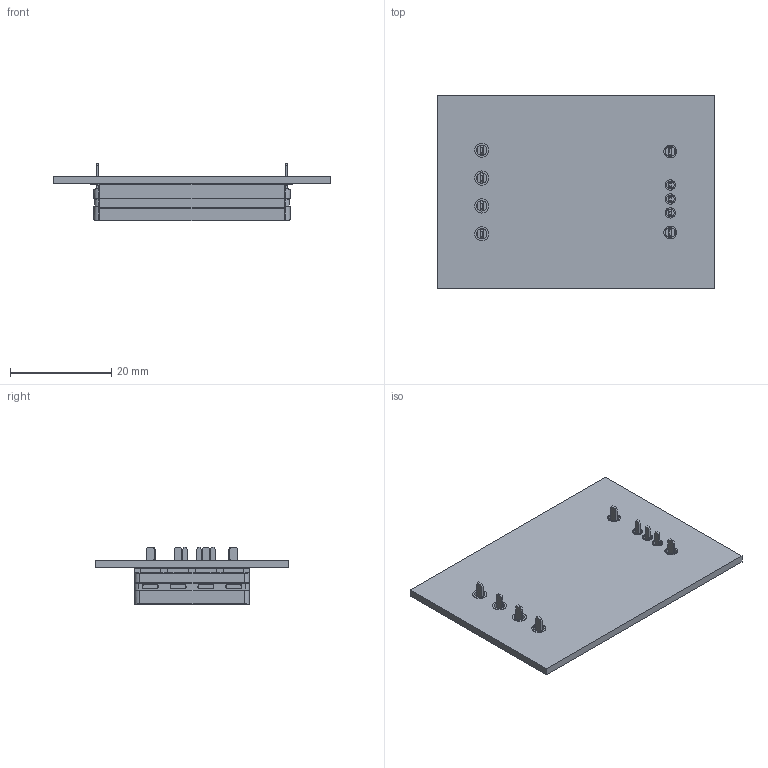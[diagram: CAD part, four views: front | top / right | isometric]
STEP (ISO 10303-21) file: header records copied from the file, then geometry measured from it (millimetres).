
FILE_DESCRIPTION (( 'STEP AP214' ), '1' );
FILE_NAME ('40260.STEP', '2018-02-05T21:34:07', ( 'Vicor' ), ( 'Vicor' ), 'SwSTEP 2.0', 'SolidWorks 2015', '' );
FILE_SCHEMA (( 'AUTOMOTIVE_DESIGN' ));
Length unit declared in the file: millimetre
Products named in the file (32): 40343_40333-01; Copy of Copy of LAYER_12^Copy of legacy stackup_3623 MOLD BODY; 40324; Copy of Copy of LAYER_01^Copy of legacy stackup_3623 MOLD BODY; 40322; Copy of Copy of LAYER_02^Copy of legacy stackup_3623 MOLD BODY; Copy of MOLDBODY2_VENTED_TERMINAL_BLOCK_INPUT_23FAMILY_SMD.1^40324; Copy of Copy of LAYER_11^Copy of legacy stackup_3623 MOLD BODY; Copy of MOLDBODY2_VENTED_TERMINAL_BLOCK_OUTPUT_23FAMILY_SMD.1^40324; Copy of Copy of LAYER_10^Copy of legacy stackup_3623 MOLD BODY; 40260 LAND PATTERN; Copy of Copy of LAYER_09^Copy of legacy stackup_3623 MOLD BODY; Copy of Copy of LAYER_08^Copy of legacy stackup_3623 MOLD BODY; 40260; Copy of Copy of LAYER_07^Copy of legacy stackup_3623 MOLD BODY; Copy of Copy of LAYER_06^Copy of legacy stackup_3623 MOLD BODY; Copy of Copy of LAYER_05^Copy of legacy stackup_3623 MOLD BODY; Copy of Copy of LAYER_04^Copy of legacy stackup_3623 MOLD BODY; Copy of Copy of LAMINATE_CAVITY^Copy of legacy stackup_3623 MOLD BODY; Copy of MOLDBODY_LOWER^3623 MOLD BODY_post lapped; Copy of MOLDBODY_UPPER^3623 MOLD BODY_post lapped; 40275; 40343_40333-02; 3623 MOLD BODY_legacy stackup; Copy of legacy stackup^3623 MOLD BODY; Copy of Copy of LAYER_03^Copy of legacy stackup_3623 MOLD BODY; Copy of Copy of LAYER_14^Copy of legacy stackup_3623 MOLD BODY; Copy of Copy of LAYER_13^Copy of legacy stackup_3623 MOLD BODY
Assembly tree (29 placements, depth 5):
  Copy of MOLDBODY2_VENTED_TERMINAL_BLOCK_INPUT_23FAMILY_SMD.1^40324
  40260
    40260 LAND PATTERN
    40275
      40343_40333-01
        40324
          Copy of MOLDBODY2_VENTED_TERMINAL_BLOCK_OUTPUT_23FAMILY_SMD.1^40324
          40322
      40343_40333-02
        40324
          Copy of MOLDBODY2_VENTED_TERMINAL_BLOCK_INPUT_23FAMILY_SMD.1^40324
          40322
      3623 MOLD BODY_legacy stackup
        Copy of MOLDBODY_UPPER^3623 MOLD BODY_post lapped
        Copy of MOLDBODY_LOWER^3623 MOLD BODY_post lapped
        Copy of legacy stackup^3623 MOLD BODY
          Copy of Copy of LAMINATE_CAVITY^Copy of legacy stackup_3623 MOLD BODY
          Copy of Copy of LAYER_04^Copy of legacy stackup_3623 MOLD BODY
          Copy of Copy of LAYER_05^Copy of legacy stackup_3623 MOLD BODY
          Copy of Copy of LAYER_06^Copy of legacy stackup_3623 MOLD BODY
          Copy of Copy of LAYER_07^Copy of legacy stackup_3623 MOLD BODY
          Copy of Copy of LAYER_08^Copy of legacy stackup_3623 MOLD BODY
          Copy of Copy of LAYER_09^Copy of legacy stackup_3623 MOLD BODY
          Copy of Copy of LAYER_10^Copy of legacy stackup_3623 MOLD BODY
          Copy of Copy of LAYER_11^Copy of legacy stackup_3623 MOLD BODY
          Copy of Copy of LAYER_02^Copy of legacy stackup_3623 MOLD BODY
          Copy of Copy of LAYER_01^Copy of legacy stackup_3623 MOLD BODY
          Copy of Copy of LAYER_12^Copy of legacy stackup_3623 MOLD BODY
          Copy of Copy of LAYER_13^Copy of legacy stackup_3623 MOLD BODY
          Copy of Copy of LAYER_14^Copy of legacy stackup_3623 MOLD BODY
          Copy of Copy of LAYER_03^Copy of legacy stackup_3623 MOLD BODY
  Copy of MOLDBODY2_VENTED_TERMINAL_BLOCK_OUTPUT_23FAMILY_SMD.1^40324
Bounding box: 54.55 x 38.1 x 11.43 mm (x, y, z)
Volume: 9476.4 mm3; surface area: 52504.4 mm2
Topology: 29 solids, 29 shells, 1426 faces, 4254 edges, 2806 vertices
Faces by surface type: plane 1326, cylinder 70, cone 22, bspline 8
Entity records: 63654 total; most frequent: CARTESIAN_POINT 8797, ORIENTED_EDGE 8508, DIRECTION 7312, EDGE_CURVE 4254, VECTOR 4062, LINE 4062, VERTEX_POINT 2806, AXIS2_PLACEMENT_3D 1625
